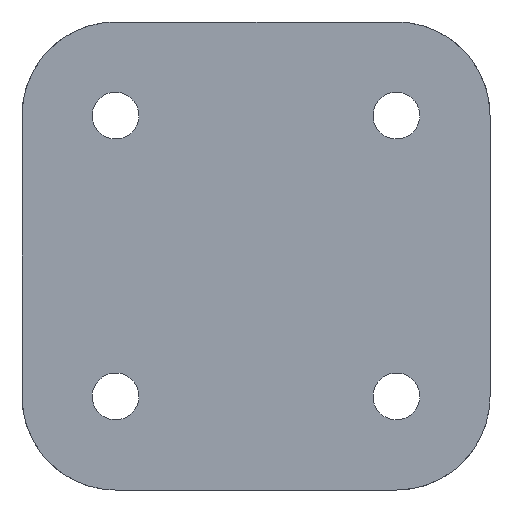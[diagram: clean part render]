
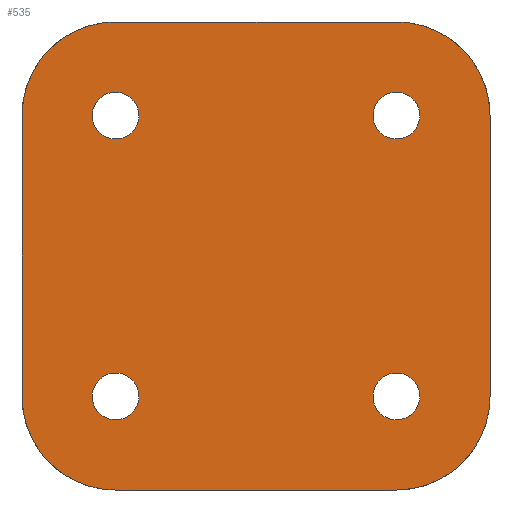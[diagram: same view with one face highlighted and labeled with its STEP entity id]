
A CAD part, front view. The second image highlights one B-rep face of the part: STEP entity #535.
In plain terms, the highlighted planar face has unit normal (0, -1, 0).
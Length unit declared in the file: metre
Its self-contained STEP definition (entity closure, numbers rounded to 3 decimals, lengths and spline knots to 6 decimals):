
#4 = CARTESIAN_POINT('NONE', (-0.127, 0, -0.1524));
#5 = VERTEX_POINT('NONE', #4);
#8 = CARTESIAN_POINT('NONE', (0.1778, 0, -0.1524));
#9 = VERTEX_POINT('NONE', #8);
#12 = CARTESIAN_POINT('NONE', (-0.127, 0, 0.1524));
#13 = VERTEX_POINT('NONE', #12);
#16 = CARTESIAN_POINT('NONE', (0.1778, 0, 0.1524));
#17 = VERTEX_POINT('NONE', #16);
#20 = CARTESIAN_POINT('NONE', (0.1524, 0, 0.254));
#21 = VERTEX_POINT('NONE', #20);
#26 = CARTESIAN_POINT('NONE', (0.254, 0, 0.1524));
#27 = VERTEX_POINT('NONE', #26);
#28 = CARTESIAN_POINT('NONE', (0.254, 0, -0.1524));
#29 = VERTEX_POINT('NONE', #28);
#34 = CARTESIAN_POINT('NONE', (0.1524, 0, -0.254));
#35 = VERTEX_POINT('NONE', #34);
#36 = CARTESIAN_POINT('NONE', (-0.1524, 0, -0.254));
#37 = VERTEX_POINT('NONE', #36);
#42 = CARTESIAN_POINT('NONE', (-0.254, 0, -0.1524));
#43 = VERTEX_POINT('NONE', #42);
#44 = CARTESIAN_POINT('NONE', (-0.1524, 0, 0.254));
#45 = VERTEX_POINT('NONE', #44);
#50 = CARTESIAN_POINT('NONE', (-0.254, 0, 0.1524));
#51 = VERTEX_POINT('NONE', #50);
#52 = CARTESIAN_POINT('NONE', (-0.127, 0, -0.1524));
#53 = CARTESIAN_POINT('NONE', (-0.127, 0, -0.127));
#54 = CARTESIAN_POINT('NONE', (-0.1524, 0, -0.127));
#55 = CARTESIAN_POINT('NONE', (-0.1778, 0, -0.127));
#56 = CARTESIAN_POINT('NONE', (-0.1778, 0, -0.1524));
#57 = CARTESIAN_POINT('NONE', (-0.1778, 0, -0.1778));
#58 = CARTESIAN_POINT('NONE', (-0.1524, 0, -0.1778));
#59 = CARTESIAN_POINT('NONE', (-0.127, 0, -0.1778));
#60 = CARTESIAN_POINT('NONE', (-0.127, 0, -0.1524));
#61 = (
  BOUNDED_CURVE()
  B_SPLINE_CURVE(2, (#52, #53, #54, #55, #56, #57, #58, #59, #60), .UNSPECIFIED., .F., .F.)
  B_SPLINE_CURVE_WITH_KNOTS((3, 2, 2, 2, 3), (2032, 2032.25, 2032.5, 2032.75, 2033), .UNSPECIFIED.)
  CURVE()
  GEOMETRIC_REPRESENTATION_ITEM()
  RATIONAL_B_SPLINE_CURVE((1, 0.707, 1, 0.707, 1, 0.707, 1, 0.707, 1))
  REPRESENTATION_ITEM('NONE')
);
#76 = CARTESIAN_POINT('NONE', (0.1778, 0, -0.1524));
#77 = CARTESIAN_POINT('NONE', (0.1778, 0, -0.127));
#78 = CARTESIAN_POINT('NONE', (0.1524, 0, -0.127));
#79 = CARTESIAN_POINT('NONE', (0.127, 0, -0.127));
#80 = CARTESIAN_POINT('NONE', (0.127, 0, -0.1524));
#81 = CARTESIAN_POINT('NONE', (0.127, 0, -0.1778));
#82 = CARTESIAN_POINT('NONE', (0.1524, 0, -0.1778));
#83 = CARTESIAN_POINT('NONE', (0.1778, 0, -0.1778));
#84 = CARTESIAN_POINT('NONE', (0.1778, 0, -0.1524));
#85 = (
  BOUNDED_CURVE()
  B_SPLINE_CURVE(2, (#76, #77, #78, #79, #80, #81, #82, #83, #84), .UNSPECIFIED., .F., .F.)
  B_SPLINE_CURVE_WITH_KNOTS((3, 2, 2, 2, 3), (2033, 2033.25, 2033.5, 2033.75, 2034), .UNSPECIFIED.)
  CURVE()
  GEOMETRIC_REPRESENTATION_ITEM()
  RATIONAL_B_SPLINE_CURVE((1, 0.707, 1, 0.707, 1, 0.707, 1, 0.707, 1))
  REPRESENTATION_ITEM('NONE')
);
#100 = CARTESIAN_POINT('NONE', (-0.127, 0, 0.1524));
#101 = CARTESIAN_POINT('NONE', (-0.127, 0, 0.1778));
#102 = CARTESIAN_POINT('NONE', (-0.1524, 0, 0.1778));
#103 = CARTESIAN_POINT('NONE', (-0.1778, 0, 0.1778));
#104 = CARTESIAN_POINT('NONE', (-0.1778, 0, 0.1524));
#105 = CARTESIAN_POINT('NONE', (-0.1778, 0, 0.127));
#106 = CARTESIAN_POINT('NONE', (-0.1524, 0, 0.127));
#107 = CARTESIAN_POINT('NONE', (-0.127, 0, 0.127));
#108 = CARTESIAN_POINT('NONE', (-0.127, 0, 0.1524));
#109 = (
  BOUNDED_CURVE()
  B_SPLINE_CURVE(2, (#100, #101, #102, #103, #104, #105, #106, #107, #108), .UNSPECIFIED., .F., .F.)
  B_SPLINE_CURVE_WITH_KNOTS((3, 2, 2, 2, 3), (2034, 2034.25, 2034.5, 2034.75, 2035), .UNSPECIFIED.)
  CURVE()
  GEOMETRIC_REPRESENTATION_ITEM()
  RATIONAL_B_SPLINE_CURVE((1, 0.707, 1, 0.707, 1, 0.707, 1, 0.707, 1))
  REPRESENTATION_ITEM('NONE')
);
#124 = CARTESIAN_POINT('NONE', (0.1778, 0, 0.1524));
#125 = CARTESIAN_POINT('NONE', (0.1778, 0, 0.1778));
#126 = CARTESIAN_POINT('NONE', (0.1524, 0, 0.1778));
#127 = CARTESIAN_POINT('NONE', (0.127, 0, 0.1778));
#128 = CARTESIAN_POINT('NONE', (0.127, 0, 0.1524));
#129 = CARTESIAN_POINT('NONE', (0.127, 0, 0.127));
#130 = CARTESIAN_POINT('NONE', (0.1524, 0, 0.127));
#131 = CARTESIAN_POINT('NONE', (0.1778, 0, 0.127));
#132 = CARTESIAN_POINT('NONE', (0.1778, 0, 0.1524));
#133 = (
  BOUNDED_CURVE()
  B_SPLINE_CURVE(2, (#124, #125, #126, #127, #128, #129, #130, #131, #132), .UNSPECIFIED., .F., .F.)
  B_SPLINE_CURVE_WITH_KNOTS((3, 2, 2, 2, 3), (2035, 2035.25, 2035.5, 2035.75, 2036), .UNSPECIFIED.)
  CURVE()
  GEOMETRIC_REPRESENTATION_ITEM()
  RATIONAL_B_SPLINE_CURVE((1, 0.707, 1, 0.707, 1, 0.707, 1, 0.707, 1))
  REPRESENTATION_ITEM('NONE')
);
#160 = CARTESIAN_POINT('NONE', (0.254, 0, 0.1524));
#161 = CARTESIAN_POINT('NONE', (0.254, 0, 0.254));
#162 = CARTESIAN_POINT('NONE', (0.1524, 0, 0.254));
#163 = (
  BOUNDED_CURVE()
  B_SPLINE_CURVE(2, (#160, #161, #162), .UNSPECIFIED., .F., .F.)
  B_SPLINE_CURVE_WITH_KNOTS((3, 3), (-1, -0), .UNSPECIFIED.)
  CURVE()
  GEOMETRIC_REPRESENTATION_ITEM()
  RATIONAL_B_SPLINE_CURVE((1, 0.707, 1))
  REPRESENTATION_ITEM('NONE')
);
#176 = CARTESIAN_POINT('NONE', (0.1524, 0, -0.254));
#177 = CARTESIAN_POINT('NONE', (0.254, 0, -0.254));
#178 = CARTESIAN_POINT('NONE', (0.254, 0, -0.1524));
#179 = (
  BOUNDED_CURVE()
  B_SPLINE_CURVE(2, (#176, #177, #178), .UNSPECIFIED., .F., .F.)
  B_SPLINE_CURVE_WITH_KNOTS((3, 3), (-1, -0), .UNSPECIFIED.)
  CURVE()
  GEOMETRIC_REPRESENTATION_ITEM()
  RATIONAL_B_SPLINE_CURVE((1, 0.707, 1))
  REPRESENTATION_ITEM('NONE')
);
#180 = DIRECTION('NONE', (0, 0, -1));
#181 = VECTOR('NONE', #180, 1);
#182 = CARTESIAN_POINT('NONE', (0.254, 0, 0.1524));
#183 = LINE('NONE', #182, #181);
#200 = CARTESIAN_POINT('NONE', (-0.254, 0, -0.1524));
#201 = CARTESIAN_POINT('NONE', (-0.254, 0, -0.254));
#202 = CARTESIAN_POINT('NONE', (-0.1524, 0, -0.254));
#203 = (
  BOUNDED_CURVE()
  B_SPLINE_CURVE(2, (#200, #201, #202), .UNSPECIFIED., .F., .F.)
  B_SPLINE_CURVE_WITH_KNOTS((3, 3), (-1, -0), .UNSPECIFIED.)
  CURVE()
  GEOMETRIC_REPRESENTATION_ITEM()
  RATIONAL_B_SPLINE_CURVE((1, 0.707, 1))
  REPRESENTATION_ITEM('NONE')
);
#204 = DIRECTION('NONE', (-1, 0, 0));
#205 = VECTOR('NONE', #204, 1);
#206 = CARTESIAN_POINT('NONE', (0.1524, 0, -0.254));
#207 = LINE('NONE', #206, #205);
#224 = CARTESIAN_POINT('NONE', (-0.254, 0, 0.1524));
#225 = CARTESIAN_POINT('NONE', (-0.254, 0, 0.254));
#226 = CARTESIAN_POINT('NONE', (-0.1524, 0, 0.254));
#227 = (
  BOUNDED_CURVE()
  B_SPLINE_CURVE(2, (#224, #225, #226), .UNSPECIFIED., .F., .F.)
  B_SPLINE_CURVE_WITH_KNOTS((3, 3), (-1, -0), .UNSPECIFIED.)
  CURVE()
  GEOMETRIC_REPRESENTATION_ITEM()
  RATIONAL_B_SPLINE_CURVE((1, 0.707, 1))
  REPRESENTATION_ITEM('NONE')
);
#228 = DIRECTION('NONE', (1, 0, 0));
#229 = VECTOR('NONE', #228, 1);
#230 = CARTESIAN_POINT('NONE', (-0.1524, 0, 0.254));
#231 = LINE('NONE', #230, #229);
#236 = DIRECTION('NONE', (0, 0, 1));
#237 = VECTOR('NONE', #236, 1);
#238 = CARTESIAN_POINT('NONE', (-0.254, 0, -0.1524));
#239 = LINE('NONE', #238, #237);
#244 = EDGE_CURVE('NONE', #5, #5, #61, .T.);
#247 = EDGE_CURVE('NONE', #9, #9, #85, .T.);
#250 = EDGE_CURVE('NONE', #13, #13, #109, .T.);
#253 = EDGE_CURVE('NONE', #17, #17, #133, .T.);
#259 = EDGE_CURVE('NONE', #27, #21, #163, .T.);
#263 = EDGE_CURVE('NONE', #35, #29, #179, .T.);
#264 = EDGE_CURVE('NONE', #27, #29, #183, .T.);
#269 = EDGE_CURVE('NONE', #43, #37, #203, .T.);
#270 = EDGE_CURVE('NONE', #35, #37, #207, .T.);
#275 = EDGE_CURVE('NONE', #51, #45, #227, .T.);
#276 = EDGE_CURVE('NONE', #45, #21, #231, .T.);
#278 = EDGE_CURVE('NONE', #43, #51, #239, .T.);
#320 = ORIENTED_EDGE('NONE', *, *, #275, .T.);
#321 = ORIENTED_EDGE('NONE', *, *, #276, .T.);
#322 = ORIENTED_EDGE('NONE', *, *, #259, .F.);
#323 = ORIENTED_EDGE('NONE', *, *, #264, .T.);
#324 = ORIENTED_EDGE('NONE', *, *, #263, .F.);
#325 = ORIENTED_EDGE('NONE', *, *, #270, .T.);
#326 = ORIENTED_EDGE('NONE', *, *, #269, .F.);
#327 = ORIENTED_EDGE('NONE', *, *, #278, .T.);
#328 = EDGE_LOOP('NONE', (#320, #321, #322, #323, #324, #325, #326, #327));
#329 = ORIENTED_EDGE('NONE', *, *, #244, .T.);
#330 = EDGE_LOOP('NONE', (#329));
#331 = ORIENTED_EDGE('NONE', *, *, #247, .T.);
#332 = EDGE_LOOP('NONE', (#331));
#333 = ORIENTED_EDGE('NONE', *, *, #250, .T.);
#334 = EDGE_LOOP('NONE', (#333));
#335 = ORIENTED_EDGE('NONE', *, *, #253, .T.);
#336 = EDGE_LOOP('NONE', (#335));
#466 = CARTESIAN_POINT('NONE', (0, 0, -0));
#467 = DIRECTION('NONE', (0, 1, 0));
#468 = AXIS2_PLACEMENT_3D('NONE', #466, #467, $);
#469 = PLANE('NONE', #468);
#530 = FACE_OUTER_BOUND('NONE', #328, .F.);
#531 = FACE_BOUND('NONE', #330, .F.);
#532 = FACE_BOUND('NONE', #332, .F.);
#533 = FACE_BOUND('NONE', #334, .F.);
#534 = FACE_BOUND('NONE', #336, .F.);
#535 = ADVANCED_FACE('NONE', (#530, #531, #532, #533, #534), #469, .F.);
